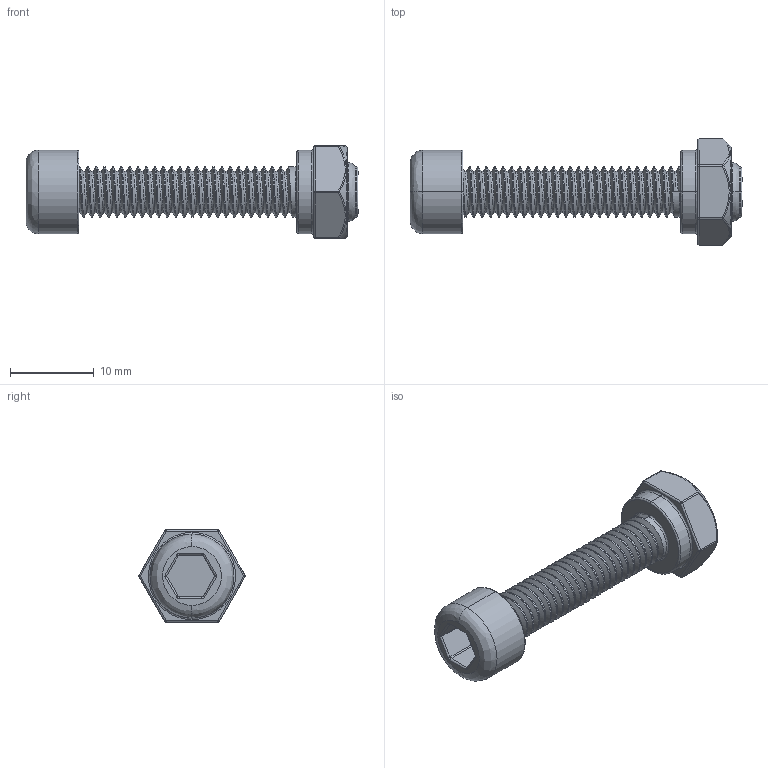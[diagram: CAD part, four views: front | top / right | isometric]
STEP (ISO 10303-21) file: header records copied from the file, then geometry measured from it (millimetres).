
FILE_DESCRIPTION (( 'STEP AP214' ), '1' );
FILE_NAME ('Âèíò Ì6õ28 ñ ãàéêîé.STEP', '2025-12-29T13:28:57', ( '' ), ( '' ), 'SwSTEP 2.0', 'SolidWorks 2021', '' );
FILE_SCHEMA (( 'AUTOMOTIVE_DESIGN' ));
Length unit declared in the file: millimetre
Products named in the file (1): Âèíò Ì6õ28 ñ ãàéêîé
Bounding box: 39.6 x 12.7 x 11.05 mm (x, y, z)
Volume: 1559.8 mm3; surface area: 1534.7 mm2
Topology: 1 solids, 1 shells, 172 faces, 449 edges, 267 vertices
Faces by surface type: cylinder 92, bspline 45, plane 33, cone 2
Entity records: 12538 total; most frequent: CARTESIAN_POINT 8993, ORIENTED_EDGE 880, DIRECTION 583, EDGE_CURVE 440, VERTEX_POINT 267, AXIS2_PLACEMENT_3D 212, EDGE_LOOP 177, FACE_OUTER_BOUND 172
